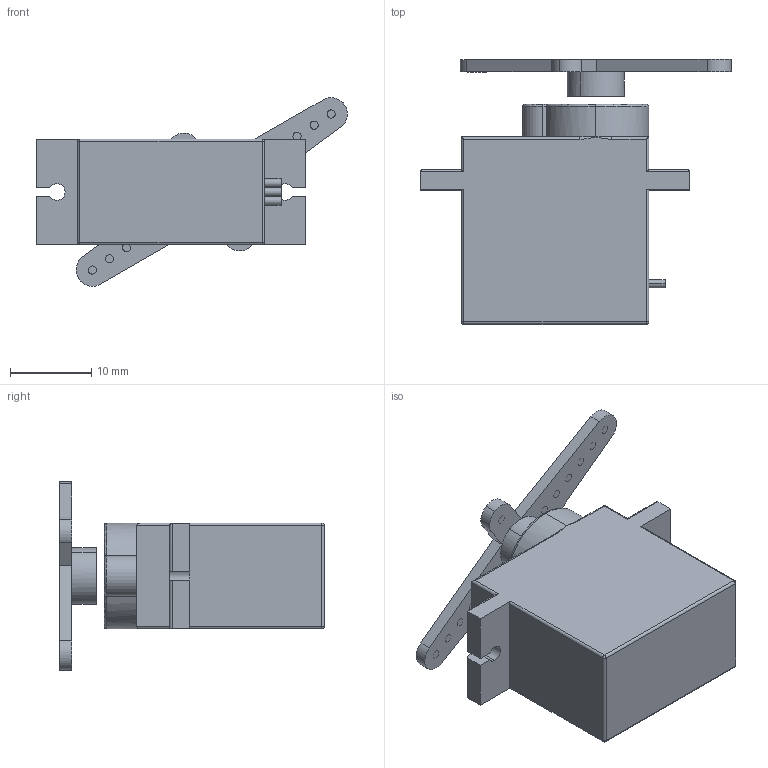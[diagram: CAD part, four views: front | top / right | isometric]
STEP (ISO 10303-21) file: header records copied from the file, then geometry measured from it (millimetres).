
FILE_DESCRIPTION(('CAx-IF Rec.Pracs.---Model Styling and Organization---1.2---2011-12-15','CAx-IF Rec.Pracs.---Geometric and Assembly Validation Properties---4.1---2014-06-16','CAx-IF Rec.Pracs.---PMI Polyline Presentation---2.0---2013-05-24'),'2;1');
FILE_NAME('mini-Servo-hm-.stp','2017-04-23T11:18:51+08:00',('HyperWorksVersion-14.0.0.88'),(''),'STEP Interface 4.0 Sp3 by CT CoreTechnologie','3D_Kernel_IO4.0 Sp3 by CT CoreTechnologie','');
FILE_SCHEMA(('AUTOMOTIVE_DESIGN { 1 0 10303 214 1 1 1 1 }'));
Length unit declared in the file: millimetre
Products named in the file (1): mini-Servo-hm-
Bounding box: 38.15 x 32.5 x 23.14 mm (x, y, z)
Volume: 8064.8 mm3; surface area: 3608.6 mm2
Topology: 5 solids, 5 shells, 168 faces, 375 edges, 229 vertices
Faces by surface type: cylinder 91, plane 63, torus 6, bspline 4, sphere 4
Entity records: 7837 total; most frequent: CARTESIAN_POINT 955, DIRECTION 856, ORIENTED_EDGE 734, EDGE_CURVE 367, PROPERTY_DEFINITION 346, AXIS2_PLACEMENT_3D 342, VERTEX_POINT 229, EDGE_LOOP 190
